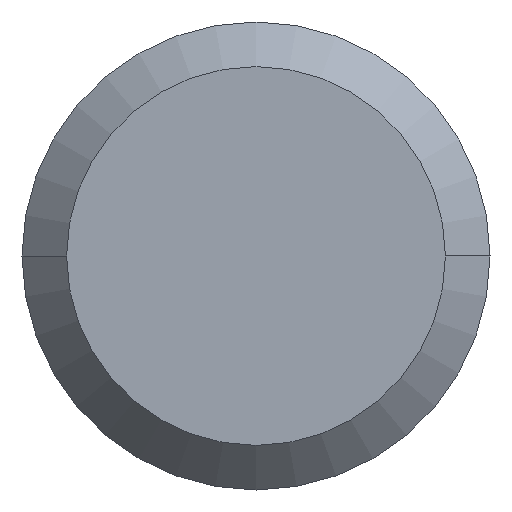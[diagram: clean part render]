
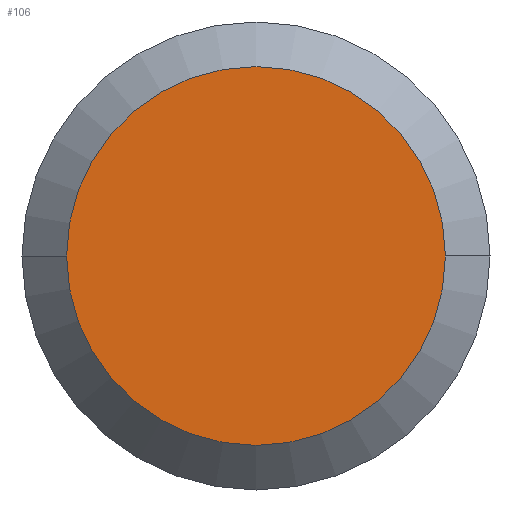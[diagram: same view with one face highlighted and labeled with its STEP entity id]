
A CAD part, left-side view. The second image highlights one B-rep face of the part: STEP entity #106.
In plain terms, the highlighted planar face has unit normal (-1, 0, 0).
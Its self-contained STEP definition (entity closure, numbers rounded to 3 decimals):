
#4 = CIRCLE ( 'NONE', #143, 3.238 ) ;
#6 = DIRECTION ( 'NONE',  ( 0., 1., 0. ) ) ;
#24 = CARTESIAN_POINT ( 'NONE',  ( 0., 0., 0. ) ) ;
#34 = EDGE_CURVE ( 'NONE', #156, #360, #4, .T. ) ;
#38 = CARTESIAN_POINT ( 'NONE',  ( 0., 0., 0. ) ) ;
#64 = EDGE_LOOP ( 'NONE', ( #412, #354 ) ) ;
#99 = CIRCLE ( 'NONE', #319, 3.238 ) ;
#106 = ADVANCED_FACE ( 'NONE', ( #312 ), #244, .T. ) ;
#143 = AXIS2_PLACEMENT_3D ( 'NONE', #194, #233, #332 ) ;
#156 = VERTEX_POINT ( 'NONE', #367 ) ;
#190 = DIRECTION ( 'NONE',  ( 1., 0., 0. ) ) ;
#194 = CARTESIAN_POINT ( 'NONE',  ( 0., 0., 0. ) ) ;
#226 = EDGE_CURVE ( 'NONE', #360, #156, #99, .T. ) ;
#233 = DIRECTION ( 'NONE',  ( 1., 0., 0. ) ) ;
#244 = PLANE ( 'NONE',  #274 ) ;
#273 = DIRECTION ( 'NONE',  ( 0., -1., 0. ) ) ;
#274 = AXIS2_PLACEMENT_3D ( 'NONE', #24, #410, #273 ) ;
#312 = FACE_OUTER_BOUND ( 'NONE', #64, .T. ) ;
#319 = AXIS2_PLACEMENT_3D ( 'NONE', #38, #190, #6 ) ;
#332 = DIRECTION ( 'NONE',  ( 0., 1., 0. ) ) ;
#354 = ORIENTED_EDGE ( 'NONE', *, *, #34, .F. ) ;
#360 = VERTEX_POINT ( 'NONE', #369 ) ;
#367 = CARTESIAN_POINT ( 'NONE',  ( 0., -3.238, 0. ) ) ;
#369 = CARTESIAN_POINT ( 'NONE',  ( 0., 3.238, 0. ) ) ;
#410 = DIRECTION ( 'NONE',  ( -1., 0., 0. ) ) ;
#412 = ORIENTED_EDGE ( 'NONE', *, *, #226, .F. ) ;
